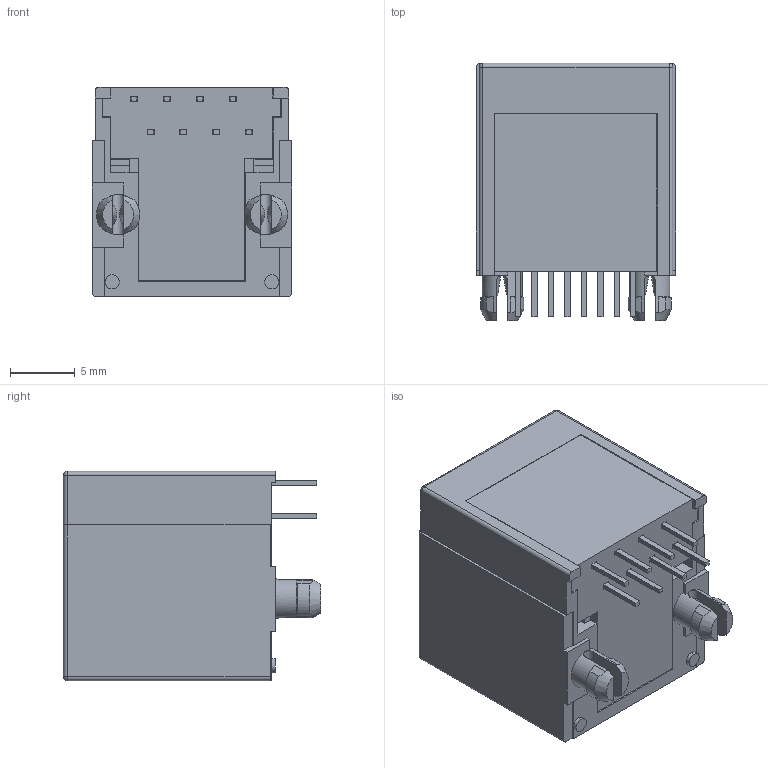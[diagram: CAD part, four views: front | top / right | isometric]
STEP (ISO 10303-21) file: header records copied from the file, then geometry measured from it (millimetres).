
FILE_DESCRIPTION (( 'STEP AP203' ), '1' );
FILE_NAME ('RJ2K018891N00031.STEP', '2019-12-13T19:38:50', ( '' ), ( '' ), 'SwSTEP 2.0', 'SolidWorks 2016', '' );
FILE_SCHEMA (( 'CONFIG_CONTROL_DESIGN' ));
Length unit declared in the file: millimetre
Products named in the file (4): RJ2K018891N00031; 2K Contacts; 2K Insulator; 2K Contact Lock
Assembly tree (3 placements, depth 2):
  RJ2K018891N00031
    2K Insulator
    2K Contacts
    2K Contact Lock
Bounding box: 15.4 x 19.9 x 16.2 mm (x, y, z)
Volume: 2472.7 mm3; surface area: 3961.6 mm2
Topology: 10 solids, 10 shells, 723 faces, 2060 edges, 1339 vertices
Faces by surface type: plane 586, cylinder 113, bspline 12, cone 8, sphere 4
Entity records: 23859 total; most frequent: CARTESIAN_POINT 4801, ORIENTED_EDGE 4104, DIRECTION 3567, EDGE_CURVE 2052, LINE 1761, VECTOR 1761, VERTEX_POINT 1339, AXIS2_PLACEMENT_3D 903
